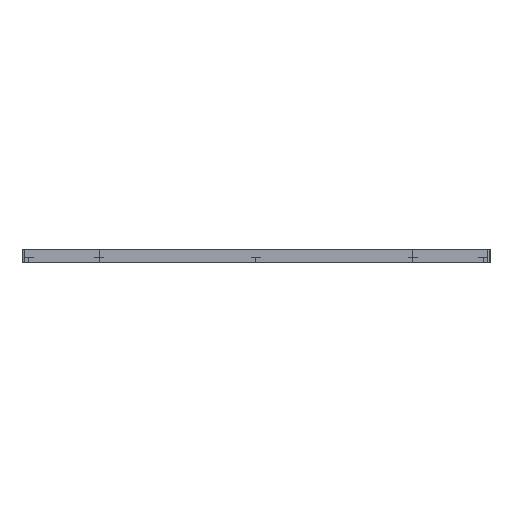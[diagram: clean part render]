
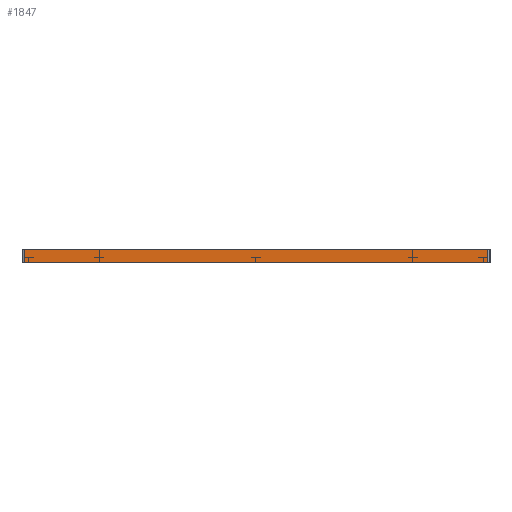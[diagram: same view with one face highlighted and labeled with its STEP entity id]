
A CAD part, left-side view. The second image highlights one B-rep face of the part: STEP entity #1847.
In plain terms, the highlighted planar face has unit normal (-1, 0, 0).
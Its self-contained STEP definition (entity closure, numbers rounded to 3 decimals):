
#20 = DIRECTION ( 'NONE',  ( 0., -1., 0. ) ) ;
#325 = VECTOR ( 'NONE', #825, 1000. ) ;
#568 = CARTESIAN_POINT ( 'NONE',  ( 0., 0., 3. ) ) ;
#669 = VECTOR ( 'NONE', #2733, 1000. ) ;
#672 = VERTEX_POINT ( 'NONE', #3127 ) ;
#731 = VERTEX_POINT ( 'NONE', #2040 ) ;
#825 = DIRECTION ( 'NONE',  ( 0., 0., -1. ) ) ;
#1018 = ORIENTED_EDGE ( 'NONE', *, *, #2537, .T. ) ;
#1064 = LINE ( 'NONE', #1377, #2302 ) ;
#1105 = EDGE_CURVE ( 'NONE', #1785, #731, #2994, .T. ) ;
#1109 = CARTESIAN_POINT ( 'NONE',  ( 0., 102.75, 3. ) ) ;
#1134 = CARTESIAN_POINT ( 'NONE',  ( 0., 0.5, 0. ) ) ;
#1232 = DIRECTION ( 'NONE',  ( 0., -1., 0. ) ) ;
#1334 = CARTESIAN_POINT ( 'NONE',  ( 0., 102.75, 0. ) ) ;
#1342 = VERTEX_POINT ( 'NONE', #1334 ) ;
#1377 = CARTESIAN_POINT ( 'NONE',  ( 0., 0., 3. ) ) ;
#1590 = DIRECTION ( 'NONE',  ( 0., 0., -1. ) ) ;
#1652 = LINE ( 'NONE', #1109, #325 ) ;
#1785 = VERTEX_POINT ( 'NONE', #1134 ) ;
#1847 = ADVANCED_FACE ( 'NONE', ( #2651 ), #2966, .F. ) ;
#1931 = ORIENTED_EDGE ( 'NONE', *, *, #1105, .T. ) ;
#2040 = CARTESIAN_POINT ( 'NONE',  ( 0., 0.5, 3. ) ) ;
#2066 = EDGE_CURVE ( 'NONE', #672, #731, #1064, .T. ) ;
#2143 = DIRECTION ( 'NONE',  ( 1., 0., 0. ) ) ;
#2246 = CARTESIAN_POINT ( 'NONE',  ( 0., 0.5, 3. ) ) ;
#2249 = CARTESIAN_POINT ( 'NONE',  ( 0., 0., 0. ) ) ;
#2302 = VECTOR ( 'NONE', #20, 1000. ) ;
#2537 = EDGE_CURVE ( 'NONE', #672, #1342, #1652, .T. ) ;
#2571 = ORIENTED_EDGE ( 'NONE', *, *, #3111, .T. ) ;
#2651 = FACE_OUTER_BOUND ( 'NONE', #2758, .T. ) ;
#2733 = DIRECTION ( 'NONE',  ( 0., 0., 1. ) ) ;
#2758 = EDGE_LOOP ( 'NONE', ( #2571, #1931, #3222, #1018 ) ) ;
#2810 = AXIS2_PLACEMENT_3D ( 'NONE', #568, #2143, #1590 ) ;
#2966 = PLANE ( 'NONE',  #2810 ) ;
#2994 = LINE ( 'NONE', #2246, #669 ) ;
#3063 = LINE ( 'NONE', #2249, #3424 ) ;
#3111 = EDGE_CURVE ( 'NONE', #1342, #1785, #3063, .T. ) ;
#3127 = CARTESIAN_POINT ( 'NONE',  ( 0., 102.75, 3. ) ) ;
#3222 = ORIENTED_EDGE ( 'NONE', *, *, #2066, .F. ) ;
#3424 = VECTOR ( 'NONE', #1232, 1000. ) ;
